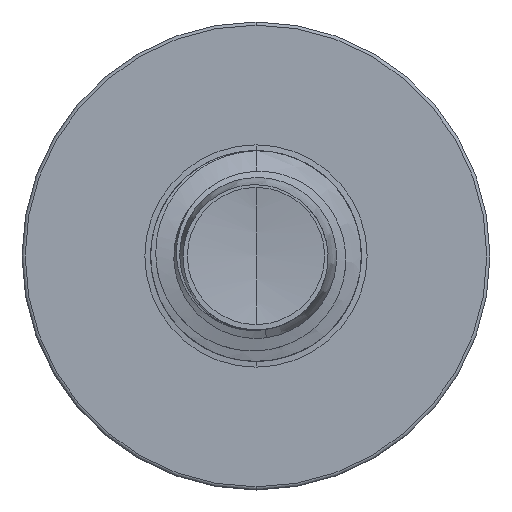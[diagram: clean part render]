
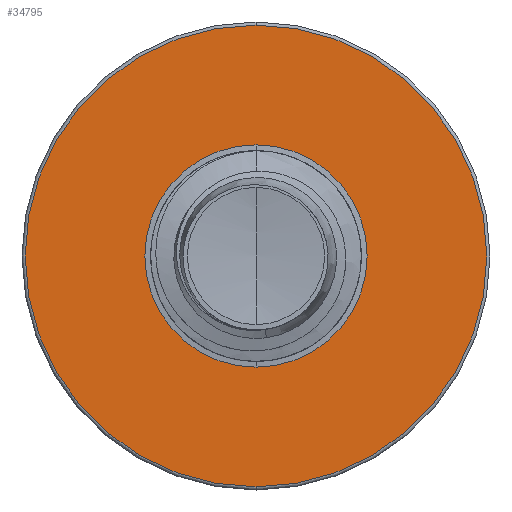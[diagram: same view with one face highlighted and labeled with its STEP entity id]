
A CAD part, front view. The second image highlights one B-rep face of the part: STEP entity #34795.
In plain terms, the highlighted planar face has unit normal (0, -1, 0).
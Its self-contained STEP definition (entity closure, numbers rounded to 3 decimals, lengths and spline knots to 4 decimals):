
#1337 = ORIENTED_EDGE ( 'NONE', *, *, #1800, .T. ) ;
#1482 = CARTESIAN_POINT ( 'NONE',  ( 0., 20., 4.9325 ) ) ;
#1800 = EDGE_CURVE ( 'NONE', #8984, #28446, #31149, .T. ) ;
#4072 = CIRCLE ( 'NONE', #25088, 2.3752 ) ;
#4530 = EDGE_LOOP ( 'NONE', ( #13005, #20292 ) ) ;
#5007 = EDGE_CURVE ( 'NONE', #28446, #8984, #4072, .T. ) ;
#8534 = EDGE_LOOP ( 'NONE', ( #1337, #37678 ) ) ;
#8984 = VERTEX_POINT ( 'NONE', #26686 ) ;
#9081 = CARTESIAN_POINT ( 'NONE',  ( 0., 20., 0. ) ) ;
#11722 = FACE_OUTER_BOUND ( 'NONE', #4530, .T. ) ;
#12098 = DIRECTION ( 'NONE',  ( 0., 0., 1. ) ) ;
#12737 = CIRCLE ( 'NONE', #21294, 4.9325 ) ;
#13005 = ORIENTED_EDGE ( 'NONE', *, *, #23036, .F. ) ;
#13663 = CARTESIAN_POINT ( 'NONE',  ( 0., 20., 0. ) ) ;
#14574 = CARTESIAN_POINT ( 'NONE',  ( 0., 20., -2.3752 ) ) ;
#14835 = AXIS2_PLACEMENT_3D ( 'NONE', #14574, #35477, #17679 ) ;
#15519 = AXIS2_PLACEMENT_3D ( 'NONE', #13663, #34443, #16645 ) ;
#16423 = CARTESIAN_POINT ( 'NONE',  ( 0., 20., -4.9325 ) ) ;
#16532 = CARTESIAN_POINT ( 'NONE',  ( 0., 20., 0. ) ) ;
#16645 = DIRECTION ( 'NONE',  ( 0., 0., 1. ) ) ;
#16670 = DIRECTION ( 'NONE',  ( 0., 1., 0. ) ) ;
#17679 = DIRECTION ( 'NONE',  ( 0., 0., 1. ) ) ;
#19452 = CARTESIAN_POINT ( 'NONE',  ( 0., 20., -2.3752 ) ) ;
#19513 = DIRECTION ( 'NONE',  ( 0., 0., 1. ) ) ;
#20292 = ORIENTED_EDGE ( 'NONE', *, *, #27110, .F. ) ;
#21294 = AXIS2_PLACEMENT_3D ( 'NONE', #16532, #37289, #19513 ) ;
#23036 = EDGE_CURVE ( 'NONE', #28525, #33550, #26306, .T. ) ;
#25088 = AXIS2_PLACEMENT_3D ( 'NONE', #34469, #16670, #37429 ) ;
#25323 = AXIS2_PLACEMENT_3D ( 'NONE', #9081, #29876, #12098 ) ;
#25675 = FACE_BOUND ( 'NONE', #8534, .T. ) ;
#26306 = CIRCLE ( 'NONE', #15519, 4.9325 ) ;
#26522 = PLANE ( 'NONE',  #14835 ) ;
#26686 = CARTESIAN_POINT ( 'NONE',  ( 0., 20., 2.3752 ) ) ;
#27110 = EDGE_CURVE ( 'NONE', #33550, #28525, #12737, .T. ) ;
#28446 = VERTEX_POINT ( 'NONE', #19452 ) ;
#28525 = VERTEX_POINT ( 'NONE', #1482 ) ;
#29876 = DIRECTION ( 'NONE',  ( 0., 1., 0. ) ) ;
#31149 = CIRCLE ( 'NONE', #25323, 2.3752 ) ;
#33550 = VERTEX_POINT ( 'NONE', #16423 ) ;
#34443 = DIRECTION ( 'NONE',  ( 0., 1., 0. ) ) ;
#34469 = CARTESIAN_POINT ( 'NONE',  ( 0., 20., 0. ) ) ;
#34795 = ADVANCED_FACE ( 'NONE', ( #11722, #25675 ), #26522, .F. ) ;
#35477 = DIRECTION ( 'NONE',  ( 0., 1., 0. ) ) ;
#37289 = DIRECTION ( 'NONE',  ( 0., 1., 0. ) ) ;
#37429 = DIRECTION ( 'NONE',  ( 0., 0., 1. ) ) ;
#37678 = ORIENTED_EDGE ( 'NONE', *, *, #5007, .T. ) ;
